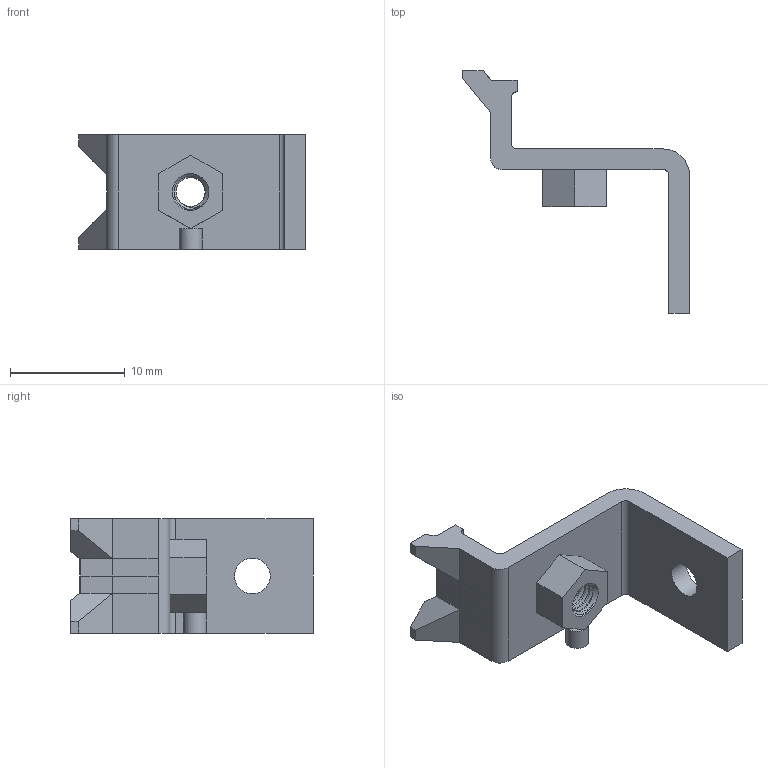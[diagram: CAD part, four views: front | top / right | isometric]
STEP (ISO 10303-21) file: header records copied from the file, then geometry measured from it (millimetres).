
FILE_DESCRIPTION(('FreeCAD Model'),'2;1');
FILE_NAME('Open CASCADE Shape Model','2023-07-29T11:13:08',(''),(''), 'Open CASCADE STEP processor 7.6','FreeCAD','Unknown');
FILE_SCHEMA(('AUTOMOTIVE_DESIGN { 1 0 10303 214 1 1 1 1 }'));
Length unit declared in the file: millimetre
Products named in the file (1): Pad040005579
Bounding box: 19.76 x 21.12 x 10 mm (x, y, z)
Volume: 709.6 mm3; surface area: 1041.1 mm2
Topology: 1 solids, 1 shells, 86 faces, 224 edges, 141 vertices
Faces by surface type: plane 35, bspline 32, cylinder 18, cone 1
Full cylindrical faces by diameter (mm): 2 x1, 2.52 x9, 3.1 x1
Entity records: 11463 total; most frequent: CARTESIAN_POINT 7522, DIRECTION 519, ORIENTED_EDGE 448, PCURVE 448, DEFINITIONAL_REPRESENTATION 448, LINE 341, VECTOR 341, B_SPLINE_CURVE_WITH_KNOTS 284
